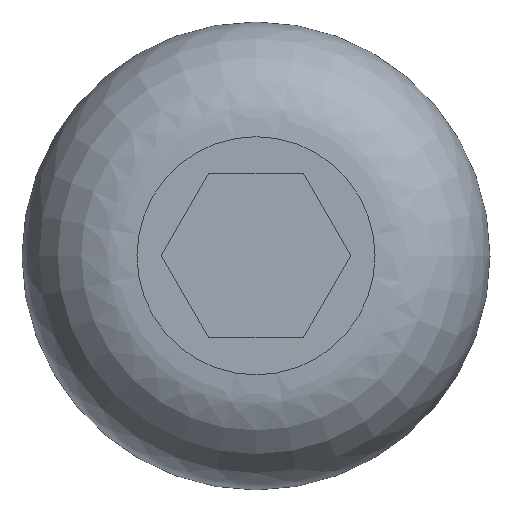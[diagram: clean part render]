
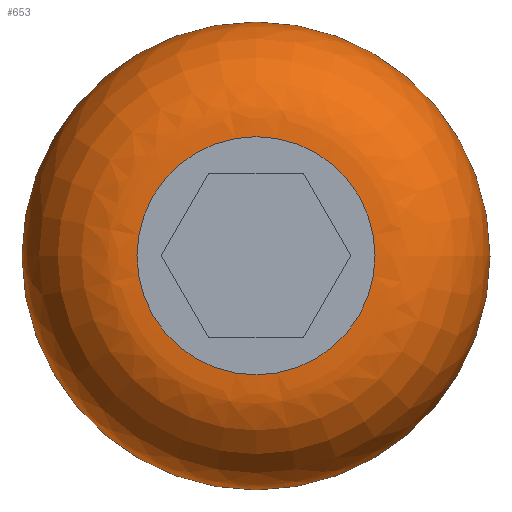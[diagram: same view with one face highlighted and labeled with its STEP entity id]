
A CAD part, top view. The second image highlights one B-rep face of the part: STEP entity #653.
In plain terms, the highlighted free-form (B-spline) face has degree [3, 2] with [4, 9] control points.
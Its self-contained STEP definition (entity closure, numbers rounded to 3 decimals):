
#14=(
BOUNDED_SURFACE()
B_SPLINE_SURFACE(3,2,((#2439,#2440,#2441,#2442,#2443,#2444,#2445,#2446,
#2447),(#2448,#2449,#2450,#2451,#2452,#2453,#2454,#2455,#2456),(#2457,#2458,
#2459,#2460,#2461,#2462,#2463,#2464,#2465),(#2466,#2467,#2468,#2469,#2470,
#2471,#2472,#2473,#2474)),.UNSPECIFIED.,.F.,.T.,.F.)
B_SPLINE_SURFACE_WITH_KNOTS((4,4),(3,2,2,2,3),(0.,1.),(0.,1.571,
3.142,4.712,6.283),.UNSPECIFIED.)
GEOMETRIC_REPRESENTATION_ITEM()
RATIONAL_B_SPLINE_SURFACE(((1.,0.707,1.,0.707,1.,
0.707,1.,0.707,1.),(1.,0.707,1.,0.707,
1.,0.707,1.,0.707,1.),(1.,0.707,1.,
0.707,1.,0.707,1.,0.707,1.),(1.,0.707,
1.,0.707,1.,0.707,1.,0.707,1.)))
REPRESENTATION_ITEM('')
SURFACE()
);
#58=FACE_OUTER_BOUND('',#95,.T.);
#95=EDGE_LOOP('',(#540,#541,#542,#543));
#112=CIRCLE('',#708,2.85);
#113=CIRCLE('',#709,1.45);
#160=B_SPLINE_CURVE_WITH_KNOTS('',3,(#2477,#2478,#2479,#2480),
 .UNSPECIFIED.,.F.,.F.,(4,4),(0.,1.),.UNSPECIFIED.);
#285=VERTEX_POINT('',#2437);
#286=VERTEX_POINT('',#2475);
#372=EDGE_CURVE('',#285,#285,#112,.T.);
#373=EDGE_CURVE('',#286,#286,#113,.T.);
#374=EDGE_CURVE('',#286,#285,#160,.T.);
#540=ORIENTED_EDGE('',*,*,#373,.F.);
#541=ORIENTED_EDGE('',*,*,#374,.T.);
#542=ORIENTED_EDGE('',*,*,#372,.T.);
#543=ORIENTED_EDGE('',*,*,#374,.F.);
#653=ADVANCED_FACE('',(#58),#14,.F.);
#708=AXIS2_PLACEMENT_3D('',#2438,#804,#805);
#709=AXIS2_PLACEMENT_3D('',#2476,#806,#807);
#804=DIRECTION('center_axis',(0.,0.,1.));
#805=DIRECTION('ref_axis',(1.,0.,0.));
#806=DIRECTION('center_axis',(0.,0.,1.));
#807=DIRECTION('ref_axis',(1.,0.,0.));
#2437=CARTESIAN_POINT('',(2.85,0.,0.));
#2438=CARTESIAN_POINT('Origin',(0.,0.,0.));
#2439=CARTESIAN_POINT('Ctrl Pts',(1.45,0.,1.65));
#2440=CARTESIAN_POINT('Ctrl Pts',(1.45,-1.45,1.65));
#2441=CARTESIAN_POINT('Ctrl Pts',(0.,-1.45,1.65));
#2442=CARTESIAN_POINT('Ctrl Pts',(-1.45,-1.45,1.65));
#2443=CARTESIAN_POINT('Ctrl Pts',(-1.45,0.,1.65));
#2444=CARTESIAN_POINT('Ctrl Pts',(-1.45,1.45,1.65));
#2445=CARTESIAN_POINT('Ctrl Pts',(0.,1.45,1.65));
#2446=CARTESIAN_POINT('Ctrl Pts',(1.45,1.45,1.65));
#2447=CARTESIAN_POINT('Ctrl Pts',(1.45,0.,1.65));
#2448=CARTESIAN_POINT('Ctrl Pts',(2.16,0.,1.656));
#2449=CARTESIAN_POINT('Ctrl Pts',(2.16,-2.16,1.656));
#2450=CARTESIAN_POINT('Ctrl Pts',(0.,-2.16,1.656));
#2451=CARTESIAN_POINT('Ctrl Pts',(-2.16,-2.16,1.656));
#2452=CARTESIAN_POINT('Ctrl Pts',(-2.16,0.,1.656));
#2453=CARTESIAN_POINT('Ctrl Pts',(-2.16,2.16,1.656));
#2454=CARTESIAN_POINT('Ctrl Pts',(0.,2.16,1.656));
#2455=CARTESIAN_POINT('Ctrl Pts',(2.16,2.16,1.656));
#2456=CARTESIAN_POINT('Ctrl Pts',(2.16,0.,1.656));
#2457=CARTESIAN_POINT('Ctrl Pts',(2.847,0.,1.079));
#2458=CARTESIAN_POINT('Ctrl Pts',(2.847,-2.847,1.079));
#2459=CARTESIAN_POINT('Ctrl Pts',(0.,-2.847,1.079));
#2460=CARTESIAN_POINT('Ctrl Pts',(-2.847,-2.847,1.079));
#2461=CARTESIAN_POINT('Ctrl Pts',(-2.847,0.,1.079));
#2462=CARTESIAN_POINT('Ctrl Pts',(-2.847,2.847,1.079));
#2463=CARTESIAN_POINT('Ctrl Pts',(0.,2.847,1.079));
#2464=CARTESIAN_POINT('Ctrl Pts',(2.847,2.847,1.079));
#2465=CARTESIAN_POINT('Ctrl Pts',(2.847,0.,1.079));
#2466=CARTESIAN_POINT('Ctrl Pts',(2.85,0.,0.));
#2467=CARTESIAN_POINT('Ctrl Pts',(2.85,-2.85,0.));
#2468=CARTESIAN_POINT('Ctrl Pts',(0.,-2.85,0.));
#2469=CARTESIAN_POINT('Ctrl Pts',(-2.85,-2.85,0.));
#2470=CARTESIAN_POINT('Ctrl Pts',(-2.85,0.,0.));
#2471=CARTESIAN_POINT('Ctrl Pts',(-2.85,2.85,0.));
#2472=CARTESIAN_POINT('Ctrl Pts',(0.,2.85,0.));
#2473=CARTESIAN_POINT('Ctrl Pts',(2.85,2.85,0.));
#2474=CARTESIAN_POINT('Ctrl Pts',(2.85,0.,0.));
#2475=CARTESIAN_POINT('',(1.45,0.,1.65));
#2476=CARTESIAN_POINT('Origin',(0.,0.,1.65));
#2477=CARTESIAN_POINT('Ctrl Pts',(1.45,0.,1.65));
#2478=CARTESIAN_POINT('Ctrl Pts',(2.16,0.,1.656));
#2479=CARTESIAN_POINT('Ctrl Pts',(2.847,0.,1.079));
#2480=CARTESIAN_POINT('Ctrl Pts',(2.85,0.,0.));
